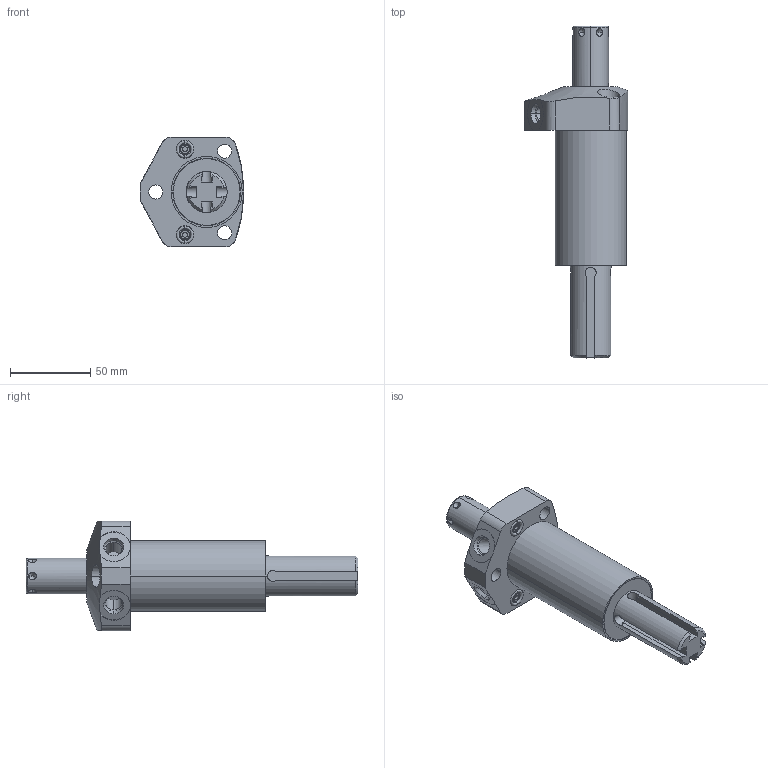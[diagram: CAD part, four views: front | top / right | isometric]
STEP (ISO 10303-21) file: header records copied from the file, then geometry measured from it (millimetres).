
FILE_DESCRIPTION((''),'2;1');
FILE_NAME('ILC14621301RPS','2020-07-04T',('jweaver'),(''),'PRO/ENGINEER BY PARAMETRIC TECHNOLOGY CORPORATION, 2013320','PRO/ENGINEER BY PARAMETRIC TECHNOLOGY CORPORATION, 2013320','');
FILE_SCHEMA(('AUTOMOTIVE_DESIGN { 1 0 10303 214 1 1 1 1 }'));
Length unit declared in the file: inch
Products named in the file (1): ILC14621301RPS
Bounding box: 64.29 x 206.55 x 68.22 mm (x, y, z)
Volume: 240974.9 mm3; surface area: 40922.1 mm2
Topology: 1 solids, 2 shells, 177 faces, 429 edges, 271 vertices
Faces by surface type: cylinder 67, plane 64, cone 36, torus 10
Entity records: 7168 total; most frequent: CARTESIAN_POINT 1301, DIRECTION 896, ORIENTED_EDGE 826, PRESENTATION_STYLE_ASSIGNMENT 440, STYLED_ITEM 417, CURVE_STYLE 415, EDGE_CURVE 415, AXIS2_PLACEMENT_3D 355
